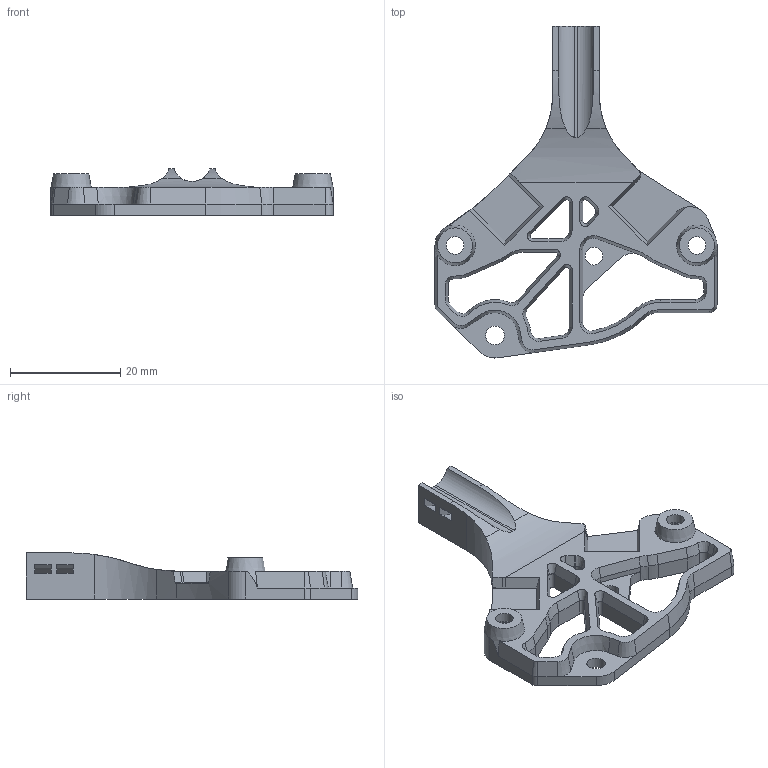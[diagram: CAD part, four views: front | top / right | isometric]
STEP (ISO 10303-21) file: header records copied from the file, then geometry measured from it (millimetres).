
FILE_DESCRIPTION(/* description */ (''),/* implementation_level */ '2;1');
FILE_NAME(/* name */ 'sht36_galileo_side_STH-36 v5.step',/* time_stamp */ '2022-07-17T19:34:27+01:00',/* author */ (''),/* organization */ (''),/* preprocessor_version */ 'ST-DEVELOPER v19',/* originating_system */ 'Autodesk Translation Framework v11.7.0.108',/* authorisation */ '');
FILE_SCHEMA (('AUTOMOTIVE_DESIGN { 1 0 10303 214 3 1 1 }'));
Length unit declared in the file: millimetre
Products named in the file (1): sht36_galileo_side_STH-36
Bounding box: 51.18 x 60.2 x 8.36 mm (x, y, z)
Volume: 5688.1 mm3; surface area: 4903.3 mm2
Topology: 1 solids, 1 shells, 201 faces, 527 edges, 328 vertices
Faces by surface type: plane 93, cylinder 64, cone 40, bspline 4
Full cylindrical faces by diameter (mm): 3.2 x3, 3.4 x1, 4.7 x2
Entity records: 6346 total; most frequent: CARTESIAN_POINT 1229, DIRECTION 1085, ORIENTED_EDGE 1054, EDGE_CURVE 527, AXIS2_PLACEMENT_3D 377, LINE 331, VECTOR 331, VERTEX_POINT 328
